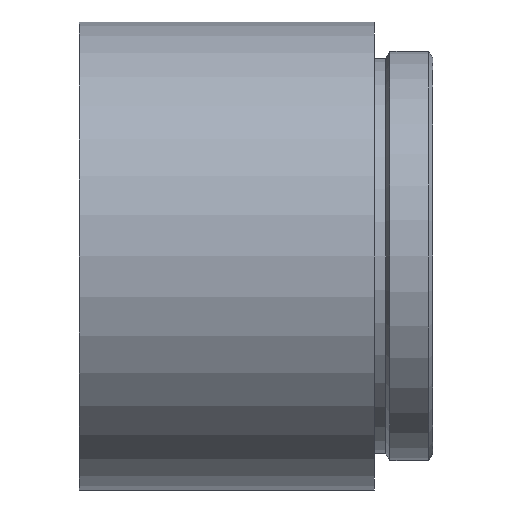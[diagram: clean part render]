
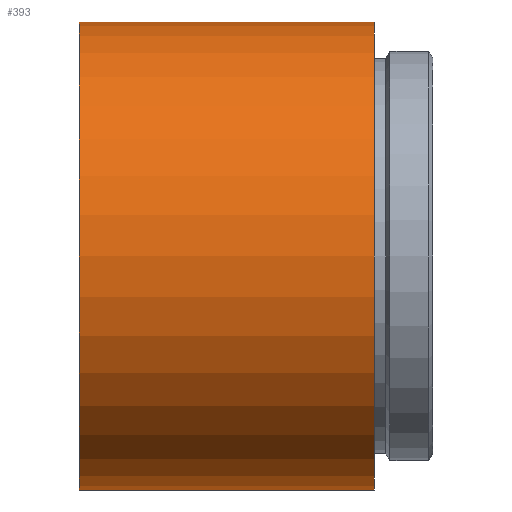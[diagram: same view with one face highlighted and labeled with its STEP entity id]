
A CAD part, front view. The second image highlights one B-rep face of the part: STEP entity #393.
In plain terms, the highlighted cylindrical face has radius 15.875 mm (diameter 31.75 mm), a full revolution.
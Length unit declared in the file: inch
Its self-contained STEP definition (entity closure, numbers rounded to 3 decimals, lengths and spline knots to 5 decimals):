
#167=CARTESIAN_POINT('',(0.,0.625,0.0));
#168=VERTEX_POINT('',#167);
#169=CARTESIAN_POINT('',(0.,0.,0.0));
#170=DIRECTION('',(1.0,0.0,0.0));
#171=DIRECTION('',(0.0,1.0,0.0));
#172=AXIS2_PLACEMENT_3D('',#169,#170,#171);
#173=CIRCLE('',#172,0.625);
#174=EDGE_CURVE('',#168,#168,#173,.T.);
#295=CARTESIAN_POINT('',(0.789,0.625,0.0));
#296=VERTEX_POINT('',#295);
#297=CARTESIAN_POINT('',(0.789,0.,0.0));
#298=DIRECTION('',(1.0,0.0,0.0));
#299=DIRECTION('',(0.0,1.0,0.0));
#300=AXIS2_PLACEMENT_3D('',#297,#298,#299);
#301=CIRCLE('',#300,0.625);
#302=EDGE_CURVE('',#296,#296,#301,.T.);
#382=CARTESIAN_POINT('',(0.3945,0.,0.0));
#383=DIRECTION('',(1.0,0.,0.0));
#384=DIRECTION('',(0.0,1.0,0.0));
#385=AXIS2_PLACEMENT_3D('',#382,#383,#384);
#386=CYLINDRICAL_SURFACE('',#385,0.625);
#387=ORIENTED_EDGE('',*,*,#302,.F.);
#388=EDGE_LOOP('',(#387));
#389=FACE_OUTER_BOUND('',#388,.T.);
#390=ORIENTED_EDGE('',*,*,#174,.T.);
#391=EDGE_LOOP('',(#390));
#392=FACE_BOUND('',#391,.T.);
#393=ADVANCED_FACE('',(#389,#392),#386,.T.);
